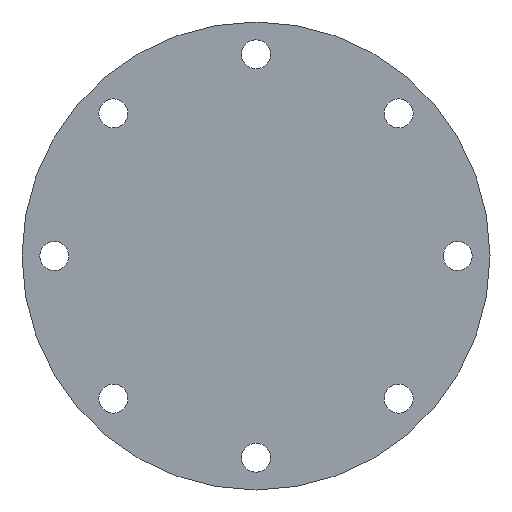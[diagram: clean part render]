
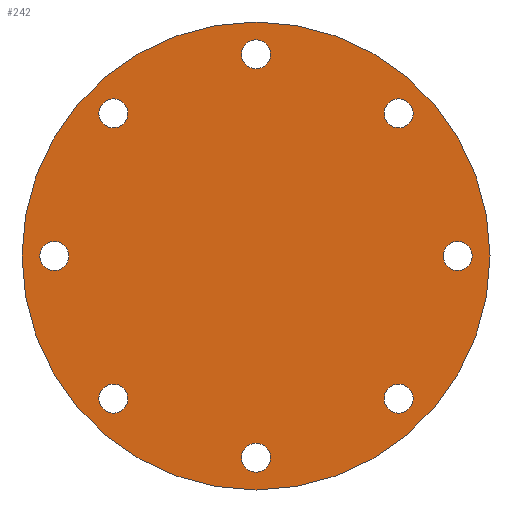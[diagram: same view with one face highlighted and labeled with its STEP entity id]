
A CAD part, front view. The second image highlights one B-rep face of the part: STEP entity #242.
In plain terms, the highlighted planar face has unit normal (0, -1, 0).
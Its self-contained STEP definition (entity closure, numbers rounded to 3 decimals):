
#18=PLANE('',#281);
#40=FACE_BOUND('',#99,.T.);
#41=FACE_BOUND('',#100,.T.);
#42=FACE_BOUND('',#101,.T.);
#43=FACE_BOUND('',#102,.T.);
#44=FACE_BOUND('',#103,.T.);
#45=FACE_BOUND('',#104,.T.);
#46=FACE_BOUND('',#105,.T.);
#47=FACE_BOUND('',#106,.T.);
#62=FACE_OUTER_BOUND('',#98,.T.);
#98=EDGE_LOOP('',(#208));
#99=EDGE_LOOP('',(#209));
#100=EDGE_LOOP('',(#210));
#101=EDGE_LOOP('',(#211));
#102=EDGE_LOOP('',(#212));
#103=EDGE_LOOP('',(#213));
#104=EDGE_LOOP('',(#214));
#105=EDGE_LOOP('',(#215));
#106=EDGE_LOOP('',(#216));
#107=CIRCLE('',#246,4.5);
#109=CIRCLE('',#249,4.5);
#111=CIRCLE('',#252,4.5);
#113=CIRCLE('',#255,4.5);
#115=CIRCLE('',#258,4.5);
#117=CIRCLE('',#261,4.5);
#119=CIRCLE('',#264,4.5);
#121=CIRCLE('',#267,4.5);
#124=CIRCLE('',#271,72.5);
#129=VERTEX_POINT('',#360);
#131=VERTEX_POINT('',#365);
#133=VERTEX_POINT('',#370);
#135=VERTEX_POINT('',#375);
#137=VERTEX_POINT('',#380);
#139=VERTEX_POINT('',#385);
#141=VERTEX_POINT('',#390);
#143=VERTEX_POINT('',#395);
#146=VERTEX_POINT('',#402);
#151=EDGE_CURVE('',#129,#129,#107,.T.);
#153=EDGE_CURVE('',#131,#131,#109,.T.);
#155=EDGE_CURVE('',#133,#133,#111,.T.);
#157=EDGE_CURVE('',#135,#135,#113,.T.);
#159=EDGE_CURVE('',#137,#137,#115,.T.);
#161=EDGE_CURVE('',#139,#139,#117,.T.);
#163=EDGE_CURVE('',#141,#141,#119,.T.);
#165=EDGE_CURVE('',#143,#143,#121,.T.);
#168=EDGE_CURVE('',#146,#146,#124,.T.);
#208=ORIENTED_EDGE('',*,*,#168,.F.);
#209=ORIENTED_EDGE('',*,*,#151,.T.);
#210=ORIENTED_EDGE('',*,*,#153,.T.);
#211=ORIENTED_EDGE('',*,*,#155,.T.);
#212=ORIENTED_EDGE('',*,*,#157,.T.);
#213=ORIENTED_EDGE('',*,*,#159,.T.);
#214=ORIENTED_EDGE('',*,*,#161,.T.);
#215=ORIENTED_EDGE('',*,*,#163,.T.);
#216=ORIENTED_EDGE('',*,*,#165,.T.);
#242=ADVANCED_FACE('',(#62,#40,#41,#42,#43,#44,#45,#46,#47),#18,.T.);
#246=AXIS2_PLACEMENT_3D('',#361,#286,#287);
#249=AXIS2_PLACEMENT_3D('',#366,#292,#293);
#252=AXIS2_PLACEMENT_3D('',#371,#298,#299);
#255=AXIS2_PLACEMENT_3D('',#376,#304,#305);
#258=AXIS2_PLACEMENT_3D('',#381,#310,#311);
#261=AXIS2_PLACEMENT_3D('',#386,#316,#317);
#264=AXIS2_PLACEMENT_3D('',#391,#322,#323);
#267=AXIS2_PLACEMENT_3D('',#396,#328,#329);
#271=AXIS2_PLACEMENT_3D('',#403,#336,#337);
#281=AXIS2_PLACEMENT_3D('',#417,#356,#357);
#286=DIRECTION('center_axis',(0.,1.,0.));
#287=DIRECTION('ref_axis',(0.707,0.,0.707));
#292=DIRECTION('center_axis',(0.,1.,0.));
#293=DIRECTION('ref_axis',(0.,0.,1.));
#298=DIRECTION('center_axis',(0.,1.,0.));
#299=DIRECTION('ref_axis',(-0.707,0.,0.707));
#304=DIRECTION('center_axis',(0.,1.,0.));
#305=DIRECTION('ref_axis',(-1.,0.,0.));
#310=DIRECTION('center_axis',(0.,1.,0.));
#311=DIRECTION('ref_axis',(-0.707,0.,-0.707));
#316=DIRECTION('center_axis',(0.,1.,0.));
#317=DIRECTION('ref_axis',(0.,0.,-1.));
#322=DIRECTION('center_axis',(0.,1.,0.));
#323=DIRECTION('ref_axis',(0.707,0.,-0.707));
#328=DIRECTION('center_axis',(0.,1.,0.));
#329=DIRECTION('ref_axis',(1.,0.,0.));
#336=DIRECTION('center_axis',(0.,1.,0.));
#337=DIRECTION('ref_axis',(1.,0.,0.));
#356=DIRECTION('center_axis',(0.,-1.,0.));
#357=DIRECTION('ref_axis',(0.,0.,-1.));
#360=CARTESIAN_POINT('',(-3.182,0.,-65.682));
#361=CARTESIAN_POINT('Origin',(0.,0.,-62.5));
#365=CARTESIAN_POINT('',(44.194,0.,-48.694));
#366=CARTESIAN_POINT('Origin',(44.194,0.,-44.194));
#370=CARTESIAN_POINT('',(65.682,0.,-3.182));
#371=CARTESIAN_POINT('Origin',(62.5,0.,0.));
#375=CARTESIAN_POINT('',(48.694,0.,44.194));
#376=CARTESIAN_POINT('Origin',(44.194,0.,44.194));
#380=CARTESIAN_POINT('',(3.182,0.,65.682));
#381=CARTESIAN_POINT('Origin',(0.,0.,62.5));
#385=CARTESIAN_POINT('',(-44.194,0.,48.694));
#386=CARTESIAN_POINT('Origin',(-44.194,0.,44.194));
#390=CARTESIAN_POINT('',(-65.682,0.,3.182));
#391=CARTESIAN_POINT('Origin',(-62.5,0.,0.));
#395=CARTESIAN_POINT('',(-48.694,0.,-44.194));
#396=CARTESIAN_POINT('Origin',(-44.194,0.,-44.194));
#402=CARTESIAN_POINT('',(-72.5,0.,0.));
#403=CARTESIAN_POINT('Origin',(0.,0.,0.));
#417=CARTESIAN_POINT('Origin',(-72.5,0.,0.));
